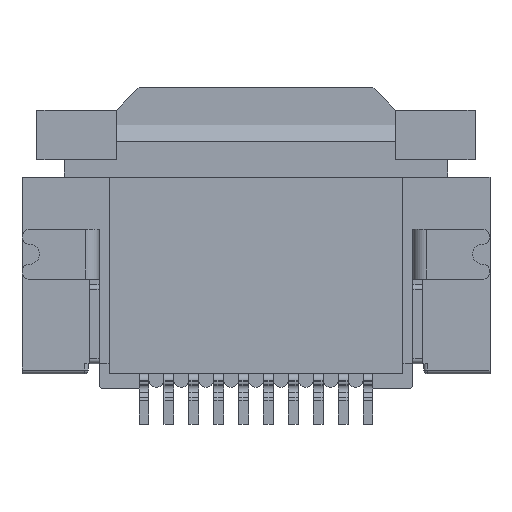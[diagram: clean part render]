
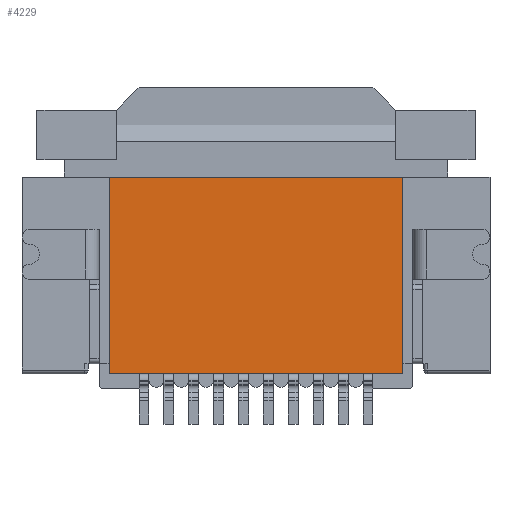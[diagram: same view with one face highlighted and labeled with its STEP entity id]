
A CAD part, front view. The second image highlights one B-rep face of the part: STEP entity #4229.
In plain terms, the highlighted planar face has unit normal (0, -1, 0).
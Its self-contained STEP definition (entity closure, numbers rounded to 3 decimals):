
#186 = LINE ( 'NONE', #16701, #400 ) ;
#400 = VECTOR ( 'NONE', #12093, 1000. ) ;
#741 = EDGE_CURVE ( 'NONE', #13870, #19009, #4975, .T. ) ;
#1014 = DIRECTION ( 'NONE',  ( 0., 0., -1. ) ) ;
#1298 = CARTESIAN_POINT ( 'NONE',  ( 2.95, 0.05, 1.55 ) ) ;
#1820 = CARTESIAN_POINT ( 'NONE',  ( -2.95, 0.05, 1.55 ) ) ;
#2352 = ORIENTED_EDGE ( 'NONE', *, *, #9004, .T. ) ;
#2501 = ORIENTED_EDGE ( 'NONE', *, *, #7233, .T. ) ;
#3785 = DIRECTION ( 'NONE',  ( 0., 0., -1. ) ) ;
#4059 = VECTOR ( 'NONE', #3785, 1000. ) ;
#4229 = ADVANCED_FACE ( 'NONE', ( #11619 ), #13023, .T. ) ;
#4560 = VERTEX_POINT ( 'NONE', #9796 ) ;
#4975 = LINE ( 'NONE', #15904, #4059 ) ;
#7233 = EDGE_CURVE ( 'NONE', #13870, #4560, #12609, .T. ) ;
#7518 = VECTOR ( 'NONE', #13004, 1000. ) ;
#9004 = EDGE_CURVE ( 'NONE', #4560, #17728, #18526, .T. ) ;
#9515 = ORIENTED_EDGE ( 'NONE', *, *, #17807, .T. ) ;
#9796 = CARTESIAN_POINT ( 'NONE',  ( -2.95, 0.05, 1.55 ) ) ;
#11619 = FACE_OUTER_BOUND ( 'NONE', #16333, .T. ) ;
#12093 = DIRECTION ( 'NONE',  ( 1., 0., 0. ) ) ;
#12609 = LINE ( 'NONE', #18806, #7518 ) ;
#13004 = DIRECTION ( 'NONE',  ( -1., 0., 0. ) ) ;
#13023 = PLANE ( 'NONE',  #19390 ) ;
#13125 = DIRECTION ( 'NONE',  ( 0., -1., 0. ) ) ;
#13870 = VERTEX_POINT ( 'NONE', #1298 ) ;
#14015 = ORIENTED_EDGE ( 'NONE', *, *, #741, .F. ) ;
#14022 = DIRECTION ( 'NONE',  ( 0., 0., -1. ) ) ;
#14563 = VECTOR ( 'NONE', #14022, 1000. ) ;
#14925 = CARTESIAN_POINT ( 'NONE',  ( 7.5, 0.05, 0. ) ) ;
#15010 = CARTESIAN_POINT ( 'NONE',  ( 2.95, 0.05, -2.405 ) ) ;
#15904 = CARTESIAN_POINT ( 'NONE',  ( 2.95, 0.05, 1.55 ) ) ;
#16333 = EDGE_LOOP ( 'NONE', ( #2501, #2352, #9515, #14015 ) ) ;
#16509 = CARTESIAN_POINT ( 'NONE',  ( -2.95, 0.05, -2.405 ) ) ;
#16701 = CARTESIAN_POINT ( 'NONE',  ( -2.95, 0.05, -2.405 ) ) ;
#17728 = VERTEX_POINT ( 'NONE', #16509 ) ;
#17807 = EDGE_CURVE ( 'NONE', #17728, #19009, #186, .T. ) ;
#18526 = LINE ( 'NONE', #1820, #14563 ) ;
#18806 = CARTESIAN_POINT ( 'NONE',  ( -2.95, 0.05, 1.55 ) ) ;
#19009 = VERTEX_POINT ( 'NONE', #15010 ) ;
#19390 = AXIS2_PLACEMENT_3D ( 'NONE', #14925, #13125, #1014 ) ;
